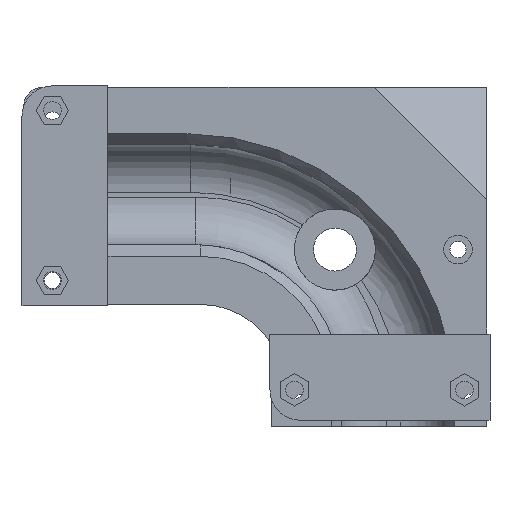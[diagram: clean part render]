
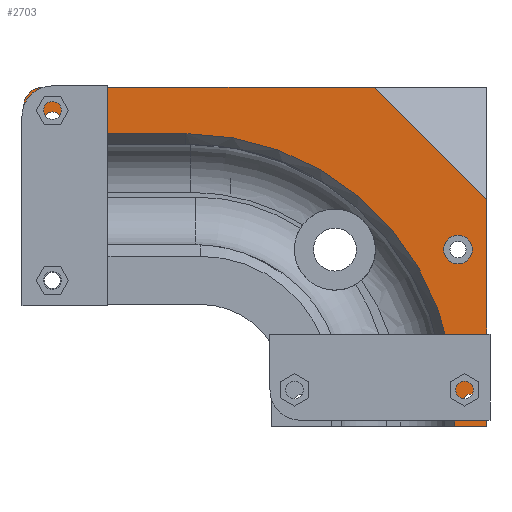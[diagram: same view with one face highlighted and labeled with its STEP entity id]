
A CAD part, front view. The second image highlights one B-rep face of the part: STEP entity #2703.
In plain terms, the highlighted planar face has unit normal (0, -1, 0).
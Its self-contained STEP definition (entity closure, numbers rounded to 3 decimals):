
#32=CARTESIAN_POINT('',(-261.,565.,1245.));
#33=VERTEX_POINT('',#32);
#34=CARTESIAN_POINT('',(-261.,565.,1292.43));
#35=VERTEX_POINT('',#34);
#36=CARTESIAN_POINT('',(-261.,565.,1245.));
#37=DIRECTION('',(0.,0.,1.));
#38=VECTOR('',#37,47.43);
#39=LINE('',#36,#38);
#40=EDGE_CURVE('',#33,#35,#39,.T.);
#701=CARTESIAN_POINT('',(-358.,565.,1306.294));
#702=VERTEX_POINT('',#701);
#709=CARTESIAN_POINT('',(-358.,565.,1312.));
#710=VERTEX_POINT('',#709);
#711=CARTESIAN_POINT('',(-358.,565.,1306.294));
#712=DIRECTION('',(0.,0.,1.));
#713=VECTOR('',#712,5.706);
#714=LINE('',#711,#713);
#715=EDGE_CURVE('',#702,#710,#714,.T.);
#1164=CARTESIAN_POINT('',(-267.706,565.,1245.));
#1165=VERTEX_POINT('',#1164);
#1166=CARTESIAN_POINT('',(-267.706,565.,1245.));
#1167=DIRECTION('',(1.,0.,-0.));
#1168=VECTOR('',#1167,6.706);
#1169=LINE('',#1166,#1168);
#1170=EDGE_CURVE('',#1165,#33,#1169,.T.);
#1820=CARTESIAN_POINT('',(-352.,565.,1307.447));
#1821=VERTEX_POINT('',#1820);
#1830=CARTESIAN_POINT('',(-352.,565.,1310.847));
#1831=VERTEX_POINT('',#1830);
#1832=CARTESIAN_POINT('',(-352.,565.,1309.147));
#1833=DIRECTION('',(0.,1.,0.));
#1834=DIRECTION('',(0.,-0.,1.));
#1835=AXIS2_PLACEMENT_3D('',#1832,#1833,#1834);
#1836=CIRCLE('',#1835,1.7);
#1837=EDGE_CURVE('',#1831,#1821,#1836,.T.);
#1839=CARTESIAN_POINT('',(-352.,565.,1309.147));
#1840=DIRECTION('',(0.,1.,0.));
#1841=DIRECTION('',(0.,-0.,1.));
#1842=AXIS2_PLACEMENT_3D('',#1839,#1840,#1841);
#1843=CIRCLE('',#1842,1.7);
#1844=EDGE_CURVE('',#1821,#1831,#1843,.T.);
#2342=CARTESIAN_POINT('',(-267.706,565.,1250.));
#2343=VERTEX_POINT('',#2342);
#2350=CARTESIAN_POINT('',(-324.,565.,1306.294));
#2351=VERTEX_POINT('',#2350);
#2352=CARTESIAN_POINT('',(-324.,565.,1250.));
#2353=DIRECTION('',(0.,1.,0.));
#2354=DIRECTION('',(0.,-0.,1.));
#2355=AXIS2_PLACEMENT_3D('',#2352,#2353,#2354);
#2356=CIRCLE('',#2355,56.294);
#2357=EDGE_CURVE('',#2351,#2343,#2356,.T.);
#2376=CARTESIAN_POINT('',(-358.,565.,1306.294));
#2377=DIRECTION('',(1.,-0.,-0.));
#2378=VECTOR('',#2377,34.);
#2379=LINE('',#2376,#2378);
#2380=EDGE_CURVE('',#702,#2351,#2379,.T.);
#2393=CARTESIAN_POINT('',(-284.57,565.,1316.));
#2394=VERTEX_POINT('',#2393);
#2395=CARTESIAN_POINT('',(-354.,565.,1316.));
#2396=VERTEX_POINT('',#2395);
#2397=CARTESIAN_POINT('',(-284.57,565.,1316.));
#2398=DIRECTION('',(-1.,0.,0.));
#2399=VECTOR('',#2398,69.43);
#2400=LINE('',#2397,#2399);
#2401=EDGE_CURVE('',#2394,#2396,#2400,.T.);
#2638=CARTESIAN_POINT('',(-267.706,565.,1250.));
#2639=DIRECTION('',(-0.,-0.,-1.));
#2640=VECTOR('',#2639,5.);
#2641=LINE('',#2638,#2640);
#2642=EDGE_CURVE('',#2343,#1165,#2641,.T.);
#2650=CARTESIAN_POINT('',(-262.5,565.,1266.));
#2651=DIRECTION('',(0.,1.,0.));
#2652=DIRECTION('',(0.,0.,1.));
#2653=AXIS2_PLACEMENT_3D('',#2650,#2651,#2652);
#2654=PLANE('',#2653);
#2655=CARTESIAN_POINT('',(-354.,565.,1312.));
#2656=DIRECTION('',(0.,1.,0.));
#2657=DIRECTION('',(0.,-0.,1.));
#2658=AXIS2_PLACEMENT_3D('',#2655,#2656,#2657);
#2659=CIRCLE('',#2658,4.);
#2660=EDGE_CURVE('',#710,#2396,#2659,.T.);
#2661=ORIENTED_EDGE('',*,*,#2660,.F.);
#2662=ORIENTED_EDGE('',*,*,#715,.F.);
#2663=ORIENTED_EDGE('',*,*,#2380,.T.);
#2664=ORIENTED_EDGE('',*,*,#2357,.T.);
#2665=ORIENTED_EDGE('',*,*,#2642,.T.);
#2666=ORIENTED_EDGE('',*,*,#1170,.T.);
#2667=ORIENTED_EDGE('',*,*,#40,.T.);
#2668=CARTESIAN_POINT('',(-261.,565.,1292.43));
#2669=DIRECTION('',(-0.707,0.,0.707));
#2670=VECTOR('',#2669,33.333);
#2671=LINE('',#2668,#2670);
#2672=EDGE_CURVE('',#35,#2394,#2671,.T.);
#2673=ORIENTED_EDGE('',*,*,#2672,.T.);
#2674=ORIENTED_EDGE('',*,*,#2401,.T.);
#2675=EDGE_LOOP('',(#2661,#2662,#2663,#2664,#2665,#2666,#2667,#2673,#2674));
#2676=FACE_BOUND('',#2675,.T.);
#2677=CARTESIAN_POINT('',(-264.353,565.,1248.3));
#2678=VERTEX_POINT('',#2677);
#2679=CARTESIAN_POINT('',(-264.353,565.,1250.));
#2680=DIRECTION('',(0.,-1.,0.));
#2681=DIRECTION('',(0.,0.,-1.));
#2682=AXIS2_PLACEMENT_3D('',#2679,#2680,#2681);
#2683=CIRCLE('',#2682,1.7);
#2684=EDGE_CURVE('',#2678,#2678,#2683,.T.);
#2685=ORIENTED_EDGE('',*,*,#2684,.F.);
#2686=EDGE_LOOP('',(#2685));
#2687=FACE_BOUND('',#2686,.T.);
#2688=CARTESIAN_POINT('',(-267.,565.,1278.998));
#2689=VERTEX_POINT('',#2688);
#2690=CARTESIAN_POINT('',(-267.,565.,1281.998));
#2691=DIRECTION('',(0.,-1.,0.));
#2692=DIRECTION('',(0.,0.,-1.));
#2693=AXIS2_PLACEMENT_3D('',#2690,#2691,#2692);
#2694=CIRCLE('',#2693,3.);
#2695=EDGE_CURVE('',#2689,#2689,#2694,.T.);
#2696=ORIENTED_EDGE('',*,*,#2695,.F.);
#2697=EDGE_LOOP('',(#2696));
#2698=FACE_BOUND('',#2697,.T.);
#2699=ORIENTED_EDGE('',*,*,#1837,.T.);
#2700=ORIENTED_EDGE('',*,*,#1844,.T.);
#2701=EDGE_LOOP('',(#2699,#2700));
#2702=FACE_BOUND('',#2701,.T.);
#2703=ADVANCED_FACE('',(#2676,#2687,#2698,#2702),#2654,.F.);
